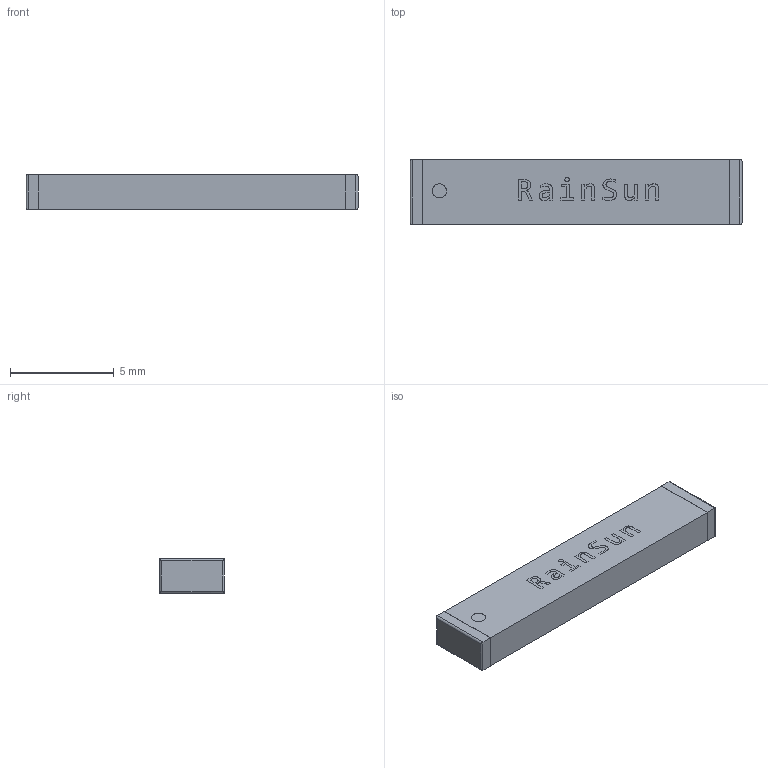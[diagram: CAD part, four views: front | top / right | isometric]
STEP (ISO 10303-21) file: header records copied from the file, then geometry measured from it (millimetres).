
FILE_DESCRIPTION (( 'STEP AP214' ), '1' );
FILE_NAME ('User Library-AN1603.STEP', '2019-04-16T07:07:38', ( '' ), ( '' ), 'SwSTEP 2.0', 'SolidWorks 2019', '' );
FILE_SCHEMA (( 'AUTOMOTIVE_DESIGN' ));
Length unit declared in the file: millimetre
Products named in the file (1): User Library-AN1603
Bounding box: 16 x 3.12 x 1.67 mm (x, y, z)
Volume: 81.9 mm3; surface area: 161.9 mm2
Topology: 1 solids, 1 shells, 146 faces, 392 edges, 261 vertices
Faces by surface type: plane 92, bspline 46, cylinder 8
Entity records: 8516 total; most frequent: CARTESIAN_POINT 3614, ORIENTED_EDGE 784, DIRECTION 511, EDGE_CURVE 392, LINE 275, VECTOR 275, VERTEX_POINT 261, EDGE_LOOP 159
